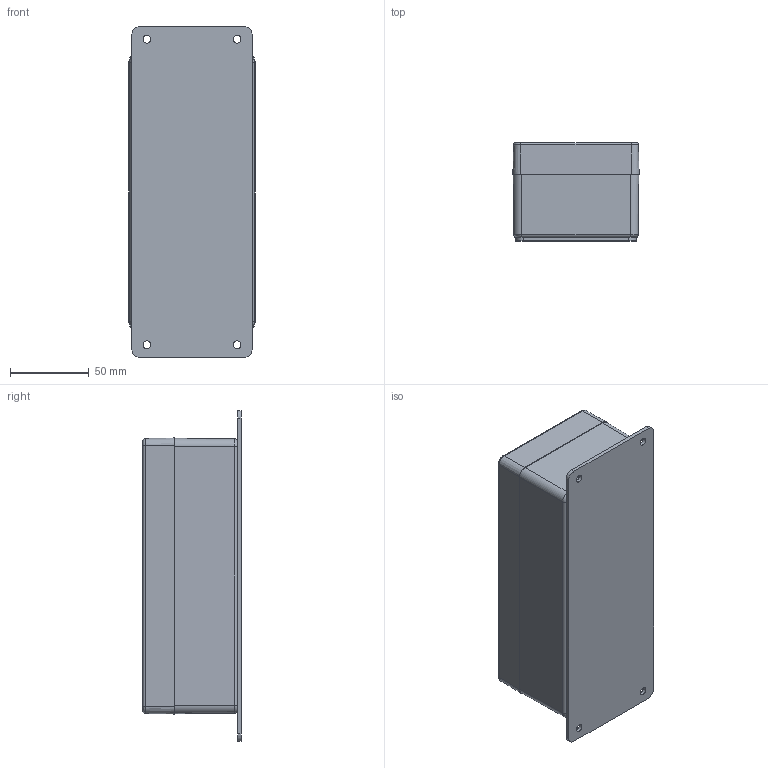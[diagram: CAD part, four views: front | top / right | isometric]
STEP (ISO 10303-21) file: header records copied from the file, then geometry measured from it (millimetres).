
FILE_DESCRIPTION (( 'STEP AP203' ), '1' );
FILE_NAME ('AN-21F-01.step', '2018-05-11T20:29:49', ( '' ), ( '' ), 'SwSTEP 2.0', 'SolidWorks 2016', '' );
FILE_SCHEMA (( 'CONFIG_CONTROL_DESIGN' ));
Length unit declared in the file: inch
Products named in the file (6): AN-21F-01; GASKET-121-01; SCREWS-036-4; AN-21C_AN-21C-01; cross recessed countersunk head screw_jis_JIS 1111 Cross recessed countersunk head screw - M4 x 32 - Z --24CSST; AN-21B_AN-21BF-01
Assembly tree (8 placements, depth 3):
  AN-21F-01
    AN-21B_AN-21BF-01
    AN-21C_AN-21C-01
    SCREWS-036-4
      cross recessed countersunk head screw_jis_JIS 1111 Cross recessed countersunk head screw - M4 x 32 - Z --24CSST  x4
    GASKET-121-01
Bounding box: 80 x 62.29 x 209.55 mm (x, y, z)
Volume: 206536.6 mm3; surface area: 157828.2 mm2
Topology: 8 solids, 8 shells, 441 faces, 1061 edges, 655 vertices
Faces by surface type: plane 159, cylinder 136, cone 76, torus 66, bspline 4
Full cylindrical faces by diameter (mm): 3.3 x4, 4 x4, 4.445 x2, 4.902 x4, 6 x4, 8.382 x4, 8.4 x4
Entity records: 11190 total; most frequent: DIRECTION 1966, CARTESIAN_POINT 1934, ORIENTED_EDGE 1638, EDGE_CURVE 819, AXIS2_PLACEMENT_3D 809, VERTEX_POINT 533, EDGE_LOOP 454, CIRCLE 441
